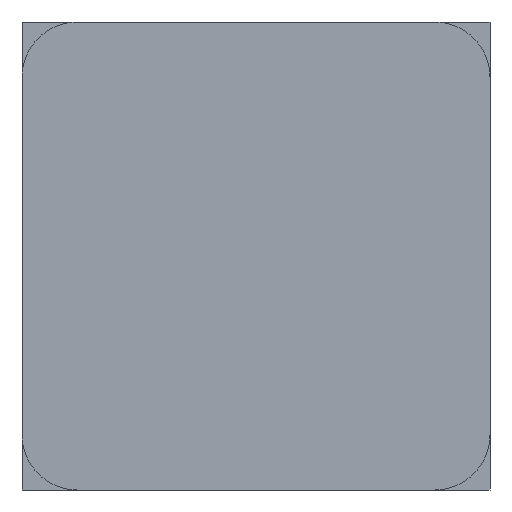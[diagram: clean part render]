
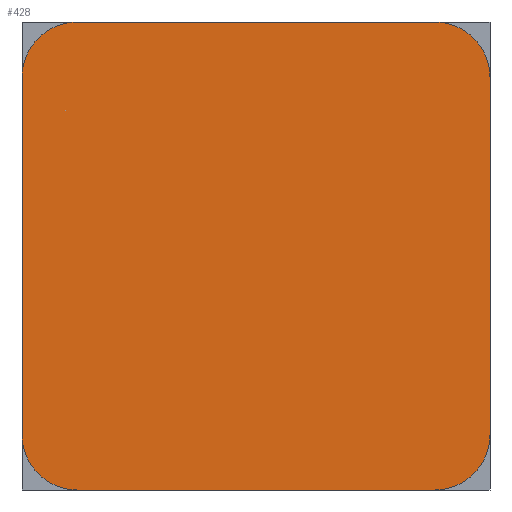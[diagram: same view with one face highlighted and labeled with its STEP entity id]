
A CAD part, front view. The second image highlights one B-rep face of the part: STEP entity #428.
In plain terms, the highlighted planar face has unit normal (0, -1, 0).
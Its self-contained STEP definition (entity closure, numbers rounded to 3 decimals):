
#46=FACE_OUTER_BOUND('',#68,.T.);
#68=EDGE_LOOP('',(#332,#333,#334,#335,#336,#337,#338,#339));
#85=CIRCLE('',#462,3.);
#90=CIRCLE('',#473,3.);
#92=CIRCLE('',#477,3.);
#93=CIRCLE('',#478,3.);
#104=LINE('',#643,#148);
#121=LINE('',#694,#165);
#122=LINE('',#698,#166);
#123=LINE('',#701,#167);
#148=VECTOR('',#514,19.4);
#165=VECTOR('',#565,19.4);
#166=VECTOR('',#568,19.4);
#167=VECTOR('',#571,19.4);
#196=VERTEX_POINT('',#640);
#197=VERTEX_POINT('',#642);
#203=VERTEX_POINT('',#657);
#212=VERTEX_POINT('',#685);
#214=VERTEX_POINT('',#693);
#215=VERTEX_POINT('',#695);
#216=VERTEX_POINT('',#697);
#217=VERTEX_POINT('',#699);
#236=EDGE_CURVE('',#197,#196,#104,.T.);
#244=EDGE_CURVE('',#203,#197,#85,.T.);
#258=EDGE_CURVE('',#196,#212,#90,.T.);
#261=EDGE_CURVE('',#212,#214,#121,.T.);
#262=EDGE_CURVE('',#214,#215,#92,.T.);
#263=EDGE_CURVE('',#215,#216,#122,.T.);
#264=EDGE_CURVE('',#216,#217,#93,.T.);
#265=EDGE_CURVE('',#217,#203,#123,.T.);
#332=ORIENTED_EDGE('',*,*,#236,.T.);
#333=ORIENTED_EDGE('',*,*,#258,.T.);
#334=ORIENTED_EDGE('',*,*,#261,.T.);
#335=ORIENTED_EDGE('',*,*,#262,.T.);
#336=ORIENTED_EDGE('',*,*,#263,.T.);
#337=ORIENTED_EDGE('',*,*,#264,.T.);
#338=ORIENTED_EDGE('',*,*,#265,.T.);
#339=ORIENTED_EDGE('',*,*,#244,.T.);
#410=PLANE('',#476);
#428=ADVANCED_FACE('',(#46),#410,.T.);
#462=AXIS2_PLACEMENT_3D('',#658,#525,#526);
#473=AXIS2_PLACEMENT_3D('',#687,#556,#557);
#476=AXIS2_PLACEMENT_3D('',#692,#563,#564);
#477=AXIS2_PLACEMENT_3D('',#696,#566,#567);
#478=AXIS2_PLACEMENT_3D('',#700,#569,#570);
#514=DIRECTION('',(-1.,0.,0.));
#525=DIRECTION('center_axis',(0.,-1.,0.));
#526=DIRECTION('ref_axis',(1.,0.,0.));
#556=DIRECTION('center_axis',(0.,-1.,0.));
#557=DIRECTION('ref_axis',(0.,0.,1.));
#563=DIRECTION('center_axis',(0.,-1.,0.));
#564=DIRECTION('ref_axis',(0.,0.,-1.));
#565=DIRECTION('',(0.,0.,-1.));
#566=DIRECTION('center_axis',(0.,-1.,0.));
#567=DIRECTION('ref_axis',(-1.,0.,0.));
#568=DIRECTION('',(1.,0.,0.));
#569=DIRECTION('center_axis',(0.,-1.,0.));
#570=DIRECTION('ref_axis',(0.,0.,-1.));
#571=DIRECTION('',(0.,0.,1.));
#640=CARTESIAN_POINT('',(-9.7,-8.3,12.7));
#642=CARTESIAN_POINT('',(9.7,-8.3,12.7));
#643=CARTESIAN_POINT('',(9.7,-8.3,12.7));
#657=CARTESIAN_POINT('',(12.7,-8.3,9.7));
#658=CARTESIAN_POINT('Origin',(9.7,-8.3,9.7));
#685=CARTESIAN_POINT('',(-12.7,-8.3,9.7));
#687=CARTESIAN_POINT('Origin',(-9.7,-8.3,9.7));
#692=CARTESIAN_POINT('Origin',(0.,-8.3,0.));
#693=CARTESIAN_POINT('',(-12.7,-8.3,-9.7));
#694=CARTESIAN_POINT('',(-12.7,-8.3,9.7));
#695=CARTESIAN_POINT('',(-9.7,-8.3,-12.7));
#696=CARTESIAN_POINT('Origin',(-9.7,-8.3,-9.7));
#697=CARTESIAN_POINT('',(9.7,-8.3,-12.7));
#698=CARTESIAN_POINT('',(-9.7,-8.3,-12.7));
#699=CARTESIAN_POINT('',(12.7,-8.3,-9.7));
#700=CARTESIAN_POINT('Origin',(9.7,-8.3,-9.7));
#701=CARTESIAN_POINT('',(12.7,-8.3,-9.7));
